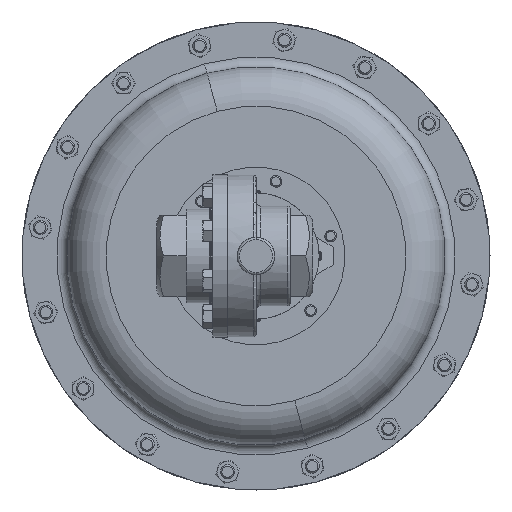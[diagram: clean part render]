
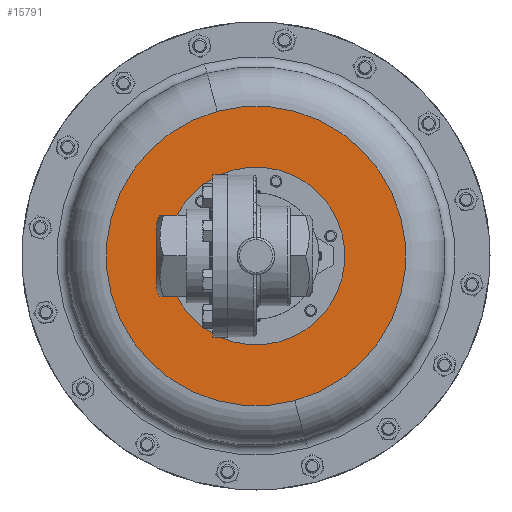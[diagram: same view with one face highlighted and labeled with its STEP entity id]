
A CAD part, front view. The second image highlights one B-rep face of the part: STEP entity #15791.
In plain terms, the highlighted planar face has unit normal (0, -1, 0).
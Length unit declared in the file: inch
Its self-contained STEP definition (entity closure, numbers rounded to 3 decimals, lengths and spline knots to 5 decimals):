
#156 = CARTESIAN_POINT ( 'NONE',  ( 5.39033, 9.93332, 5.06722 ) ) ;
#281 = DIRECTION ( 'NONE',  ( 0., -1., 0. ) ) ;
#1120 = VERTEX_POINT ( 'NONE', #16177 ) ;
#2547 = EDGE_CURVE ( 'NONE', #1120, #19859, #34990, .T. ) ;
#2964 = CIRCLE ( 'NONE', #15074, 2.375 ) ;
#3385 = ORIENTED_EDGE ( 'NONE', *, *, #29805, .T. ) ;
#3769 = AXIS2_PLACEMENT_3D ( 'NONE', #156, #281, #28814 ) ;
#3951 = ORIENTED_EDGE ( 'NONE', *, *, #2547, .T. ) ;
#5529 = FACE_OUTER_BOUND ( 'NONE', #10175, .T. ) ;
#5997 = VERTEX_POINT ( 'NONE', #13536 ) ;
#10175 = EDGE_LOOP ( 'NONE', ( #19098, #29832 ) ) ;
#13332 = DIRECTION ( 'NONE',  ( 0., 1., 0. ) ) ;
#13536 = CARTESIAN_POINT ( 'NONE',  ( 0.49135, 9.93332, 7.89565 ) ) ;
#13739 = DIRECTION ( 'NONE',  ( 0., 1., 0. ) ) ;
#13786 = VERTEX_POINT ( 'NONE', #19305 ) ;
#14753 = CARTESIAN_POINT ( 'NONE',  ( 3.20601, 9.93332, 5.71132 ) ) ;
#15057 = AXIS2_PLACEMENT_3D ( 'NONE', #30521, #13739, #33370 ) ;
#15074 = AXIS2_PLACEMENT_3D ( 'NONE', #32354, #15572, #35203 ) ;
#15572 = DIRECTION ( 'NONE',  ( 0., 1., 0. ) ) ;
#15791 = ADVANCED_FACE ( 'NONE', ( #5529, #29902 ), #23255, .T. ) ;
#16177 = CARTESIAN_POINT ( 'NONE',  ( -0.15275, 9.93332, 2.35256 ) ) ;
#18667 = AXIS2_PLACEMENT_3D ( 'NONE', #30128, #13332, #32965 ) ;
#19098 = ORIENTED_EDGE ( 'NONE', *, *, #19722, .F. ) ;
#19305 = CARTESIAN_POINT ( 'NONE',  ( 2.56191, 9.93332, 0.16824 ) ) ;
#19722 = EDGE_CURVE ( 'NONE', #5997, #13786, #30378, .T. ) ;
#19859 = VERTEX_POINT ( 'NONE', #14753 ) ;
#23255 = PLANE ( 'NONE',  #3769 ) ;
#24239 = EDGE_LOOP ( 'NONE', ( #3951, #3385 ) ) ;
#24484 = AXIS2_PLACEMENT_3D ( 'NONE', #26574, #26462, #26379 ) ;
#26379 = DIRECTION ( 'NONE',  ( 0.707, 0., 0.707 ) ) ;
#26462 = DIRECTION ( 'NONE',  ( 0., 1., 0. ) ) ;
#26574 = CARTESIAN_POINT ( 'NONE',  ( 1.52663, 9.93332, 4.03194 ) ) ;
#28814 = DIRECTION ( 'NONE',  ( 0.259, 0., -0.966 ) ) ;
#29006 = CIRCLE ( 'NONE', #18667, 4. ) ;
#29805 = EDGE_CURVE ( 'NONE', #19859, #1120, #2964, .T. ) ;
#29832 = ORIENTED_EDGE ( 'NONE', *, *, #33839, .F. ) ;
#29902 = FACE_BOUND ( 'NONE', #24239, .T. ) ;
#30128 = CARTESIAN_POINT ( 'NONE',  ( 1.52663, 9.93332, 4.03194 ) ) ;
#30378 = CIRCLE ( 'NONE', #15057, 4. ) ;
#30521 = CARTESIAN_POINT ( 'NONE',  ( 1.52663, 9.93332, 4.03194 ) ) ;
#32354 = CARTESIAN_POINT ( 'NONE',  ( 1.52663, 9.93332, 4.03194 ) ) ;
#32965 = DIRECTION ( 'NONE',  ( -0.259, 0., 0.966 ) ) ;
#33370 = DIRECTION ( 'NONE',  ( -0.259, 0., 0.966 ) ) ;
#33839 = EDGE_CURVE ( 'NONE', #13786, #5997, #29006, .T. ) ;
#34990 = CIRCLE ( 'NONE', #24484, 2.375 ) ;
#35203 = DIRECTION ( 'NONE',  ( 0.707, 0., 0.707 ) ) ;
